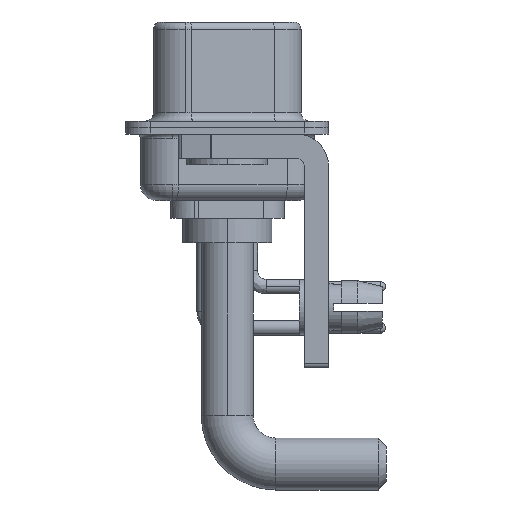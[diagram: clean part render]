
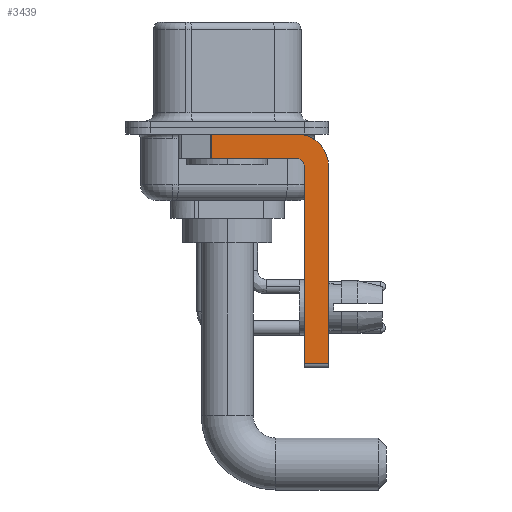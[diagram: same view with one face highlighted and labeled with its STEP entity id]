
A CAD part, left-side view. The second image highlights one B-rep face of the part: STEP entity #3439.
In plain terms, the highlighted planar face has unit normal (-1, 0, 0).
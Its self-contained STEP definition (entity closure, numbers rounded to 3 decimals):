
#558 = VERTEX_POINT ( 'NONE', #24798 ) ;
#572 = DIRECTION ( 'NONE',  ( 0., 0., -1. ) ) ;
#1273 = DIRECTION ( 'NONE',  ( 0., 0., 1. ) ) ;
#1623 = EDGE_CURVE ( 'NONE', #14215, #7961, #25196, .T. ) ;
#1649 = ORIENTED_EDGE ( 'NONE', *, *, #23987, .F. ) ;
#1696 = VERTEX_POINT ( 'NONE', #11447 ) ;
#2085 = CARTESIAN_POINT ( 'NONE',  ( -2.9, 3., -0.4 ) ) ;
#2387 = DIRECTION ( 'NONE',  ( 0., 0., -1. ) ) ;
#2488 = CARTESIAN_POINT ( 'NONE',  ( -2.9, -4.25, -0.4 ) ) ;
#2761 = CARTESIAN_POINT ( 'NONE',  ( -2.9, -6.25, -14.55 ) ) ;
#3234 = CARTESIAN_POINT ( 'NONE',  ( -2.9, -4.75, -14.8 ) ) ;
#3439 = ADVANCED_FACE ( 'NONE', ( #4368 ), #16585, .F. ) ;
#4368 = FACE_OUTER_BOUND ( 'NONE', #17560, .T. ) ;
#4491 = ORIENTED_EDGE ( 'NONE', *, *, #21671, .F. ) ;
#4620 = CARTESIAN_POINT ( 'NONE',  ( -2.9, -4.25, -2.4 ) ) ;
#4898 = CARTESIAN_POINT ( 'NONE',  ( -2.9, -4.25, -14.55 ) ) ;
#4922 = EDGE_CURVE ( 'NONE', #558, #12845, #19488, .T. ) ;
#5071 = VECTOR ( 'NONE', #7426, 1000. ) ;
#5307 = EDGE_CURVE ( 'NONE', #1696, #12845, #24458, .T. ) ;
#5517 = CIRCLE ( 'NONE', #13940, 2. ) ;
#5753 = VECTOR ( 'NONE', #17250, 1000. ) ;
#6441 = CARTESIAN_POINT ( 'NONE',  ( -2.9, -4.25, -2.4 ) ) ;
#6681 = VECTOR ( 'NONE', #1273, 1000. ) ;
#6947 = ORIENTED_EDGE ( 'NONE', *, *, #1623, .F. ) ;
#7068 = CARTESIAN_POINT ( 'NONE',  ( -2.9, 0.978, -1.9 ) ) ;
#7426 = DIRECTION ( 'NONE',  ( 0., 1., 0. ) ) ;
#7590 = LINE ( 'NONE', #2085, #17282 ) ;
#7961 = VERTEX_POINT ( 'NONE', #9937 ) ;
#9060 = ORIENTED_EDGE ( 'NONE', *, *, #18422, .T. ) ;
#9126 = LINE ( 'NONE', #3234, #6681 ) ;
#9639 = VERTEX_POINT ( 'NONE', #2488 ) ;
#9937 = CARTESIAN_POINT ( 'NONE',  ( -2.9, -4.25, -1.9 ) ) ;
#10232 = EDGE_CURVE ( 'NONE', #558, #14215, #9126, .T. ) ;
#11194 = DIRECTION ( 'NONE',  ( -1., 0., 0. ) ) ;
#11447 = CARTESIAN_POINT ( 'NONE',  ( -2.9, -6.25, -2.4 ) ) ;
#11519 = CARTESIAN_POINT ( 'NONE',  ( -2.9, -4.25, -1.9 ) ) ;
#12621 = DIRECTION ( 'NONE',  ( 0., 0., -1. ) ) ;
#12845 = VERTEX_POINT ( 'NONE', #2761 ) ;
#13546 = CARTESIAN_POINT ( 'NONE',  ( -2.9, -4.25, -2.4 ) ) ;
#13714 = EDGE_CURVE ( 'NONE', #20271, #9639, #7590, .T. ) ;
#13940 = AXIS2_PLACEMENT_3D ( 'NONE', #6441, #20123, #2387 ) ;
#14215 = VERTEX_POINT ( 'NONE', #20306 ) ;
#14526 = ORIENTED_EDGE ( 'NONE', *, *, #4922, .T. ) ;
#15399 = DIRECTION ( 'NONE',  ( 0., 0., 1. ) ) ;
#16585 = PLANE ( 'NONE',  #23668 ) ;
#16954 = ORIENTED_EDGE ( 'NONE', *, *, #10232, .F. ) ;
#17250 = DIRECTION ( 'NONE',  ( 0., -1., 0. ) ) ;
#17282 = VECTOR ( 'NONE', #23638, 1000. ) ;
#17560 = EDGE_LOOP ( 'NONE', ( #18058, #9060, #4491, #6947, #16954, #14526, #22025, #1649 ) ) ;
#17954 = LINE ( 'NONE', #11519, #5071 ) ;
#18058 = ORIENTED_EDGE ( 'NONE', *, *, #13714, .F. ) ;
#18319 = DIRECTION ( 'NONE',  ( 1., 0., 0. ) ) ;
#18422 = EDGE_CURVE ( 'NONE', #20271, #19835, #25096, .T. ) ;
#18675 = CARTESIAN_POINT ( 'NONE',  ( -2.9, 0.978, -0.4 ) ) ;
#19488 = LINE ( 'NONE', #4898, #5753 ) ;
#19835 = VERTEX_POINT ( 'NONE', #25009 ) ;
#20123 = DIRECTION ( 'NONE',  ( 1., 0., 0. ) ) ;
#20271 = VERTEX_POINT ( 'NONE', #18675 ) ;
#20306 = CARTESIAN_POINT ( 'NONE',  ( -2.9, -4.75, -2.4 ) ) ;
#20370 = VECTOR ( 'NONE', #24975, 1000. ) ;
#21262 = VECTOR ( 'NONE', #12621, 1000. ) ;
#21671 = EDGE_CURVE ( 'NONE', #7961, #19835, #17954, .T. ) ;
#22025 = ORIENTED_EDGE ( 'NONE', *, *, #5307, .F. ) ;
#22481 = CARTESIAN_POINT ( 'NONE',  ( -2.9, -6.25, -2.4 ) ) ;
#23109 = AXIS2_PLACEMENT_3D ( 'NONE', #13546, #11194, #15399 ) ;
#23638 = DIRECTION ( 'NONE',  ( 0., -1., 0. ) ) ;
#23668 = AXIS2_PLACEMENT_3D ( 'NONE', #4620, #18319, #572 ) ;
#23987 = EDGE_CURVE ( 'NONE', #9639, #1696, #5517, .T. ) ;
#24458 = LINE ( 'NONE', #22481, #21262 ) ;
#24798 = CARTESIAN_POINT ( 'NONE',  ( -2.9, -4.75, -14.55 ) ) ;
#24975 = DIRECTION ( 'NONE',  ( 0., 0., -1. ) ) ;
#25009 = CARTESIAN_POINT ( 'NONE',  ( -2.9, 0.978, -1.9 ) ) ;
#25096 = LINE ( 'NONE', #7068, #20370 ) ;
#25196 = CIRCLE ( 'NONE', #23109, 0.5 ) ;
